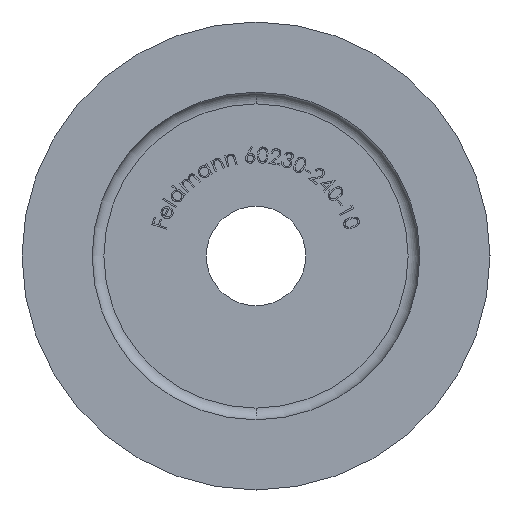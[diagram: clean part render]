
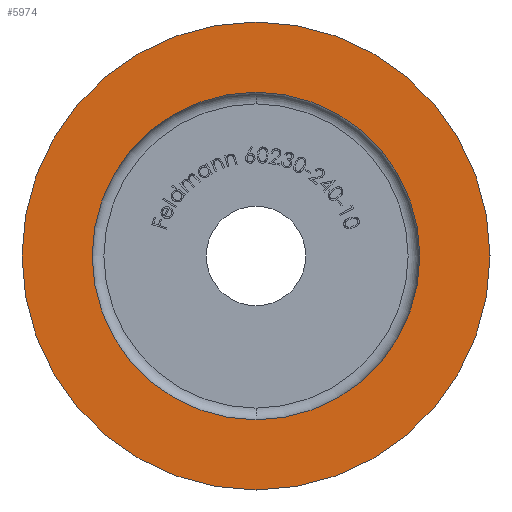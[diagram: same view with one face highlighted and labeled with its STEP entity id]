
A CAD part, front view. The second image highlights one B-rep face of the part: STEP entity #5974.
In plain terms, the highlighted planar face has unit normal (0, -1, 0).
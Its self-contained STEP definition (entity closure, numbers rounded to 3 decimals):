
#480 = CARTESIAN_POINT ( 'NONE',  ( 0., 0., 0. ) ) ;
#525 = DIRECTION ( 'NONE',  ( 0., 0., 1. ) ) ;
#1818 = CARTESIAN_POINT ( 'NONE',  ( 0., 0., -14. ) ) ;
#2005 = VERTEX_POINT ( 'NONE', #15017 ) ;
#2177 = AXIS2_PLACEMENT_3D ( 'NONE', #3111, #12286, #14809 ) ;
#2670 = ORIENTED_EDGE ( 'NONE', *, *, #3071, .F. ) ;
#2947 = CIRCLE ( 'NONE', #8390, 14. ) ;
#2968 = EDGE_LOOP ( 'NONE', ( #5273, #4473 ) ) ;
#3037 = CARTESIAN_POINT ( 'NONE',  ( 0., 0., 0. ) ) ;
#3071 = EDGE_CURVE ( 'NONE', #13993, #6652, #12283, .T. ) ;
#3111 = CARTESIAN_POINT ( 'NONE',  ( -8.5, 0., 0. ) ) ;
#3781 = CARTESIAN_POINT ( 'NONE',  ( 0., 0., 0. ) ) ;
#3871 = DIRECTION ( 'NONE',  ( 0., 0., 1. ) ) ;
#4065 = CARTESIAN_POINT ( 'NONE',  ( 0., 0., 14. ) ) ;
#4473 = ORIENTED_EDGE ( 'NONE', *, *, #10258, .F. ) ;
#4917 = EDGE_CURVE ( 'NONE', #6652, #13993, #2947, .T. ) ;
#4972 = FACE_OUTER_BOUND ( 'NONE', #2968, .T. ) ;
#5116 = DIRECTION ( 'NONE',  ( 0., 0., -1. ) ) ;
#5273 = ORIENTED_EDGE ( 'NONE', *, *, #11755, .F. ) ;
#5974 = ADVANCED_FACE ( 'NONE', ( #10058, #4972 ), #13432, .T. ) ;
#6652 = VERTEX_POINT ( 'NONE', #4065 ) ;
#8203 = ORIENTED_EDGE ( 'NONE', *, *, #4917, .F. ) ;
#8365 = AXIS2_PLACEMENT_3D ( 'NONE', #3781, #9720, #3871 ) ;
#8390 = AXIS2_PLACEMENT_3D ( 'NONE', #3037, #12221, #12375 ) ;
#9203 = VERTEX_POINT ( 'NONE', #13954 ) ;
#9541 = AXIS2_PLACEMENT_3D ( 'NONE', #13219, #14385, #5116 ) ;
#9622 = AXIS2_PLACEMENT_3D ( 'NONE', #480, #9844, #525 ) ;
#9661 = CIRCLE ( 'NONE', #8365, 20. ) ;
#9720 = DIRECTION ( 'NONE',  ( 0., 1., 0. ) ) ;
#9844 = DIRECTION ( 'NONE',  ( 0., 1., 0. ) ) ;
#10058 = FACE_BOUND ( 'NONE', #13573, .T. ) ;
#10258 = EDGE_CURVE ( 'NONE', #9203, #2005, #13149, .T. ) ;
#11755 = EDGE_CURVE ( 'NONE', #2005, #9203, #9661, .T. ) ;
#12221 = DIRECTION ( 'NONE',  ( 0., -1., 0. ) ) ;
#12283 = CIRCLE ( 'NONE', #9541, 14. ) ;
#12286 = DIRECTION ( 'NONE',  ( 0., -1., 0. ) ) ;
#12375 = DIRECTION ( 'NONE',  ( 0., 0., -1. ) ) ;
#13149 = CIRCLE ( 'NONE', #9622, 20. ) ;
#13219 = CARTESIAN_POINT ( 'NONE',  ( 0., 0., 0. ) ) ;
#13432 = PLANE ( 'NONE',  #2177 ) ;
#13573 = EDGE_LOOP ( 'NONE', ( #2670, #8203 ) ) ;
#13954 = CARTESIAN_POINT ( 'NONE',  ( 0., 0., -20. ) ) ;
#13993 = VERTEX_POINT ( 'NONE', #1818 ) ;
#14385 = DIRECTION ( 'NONE',  ( 0., -1., 0. ) ) ;
#14809 = DIRECTION ( 'NONE',  ( 0., 0., -1. ) ) ;
#15017 = CARTESIAN_POINT ( 'NONE',  ( 0., 0., 20. ) ) ;
